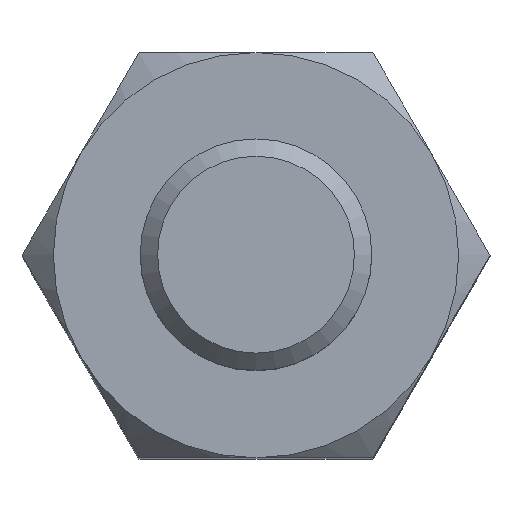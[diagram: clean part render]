
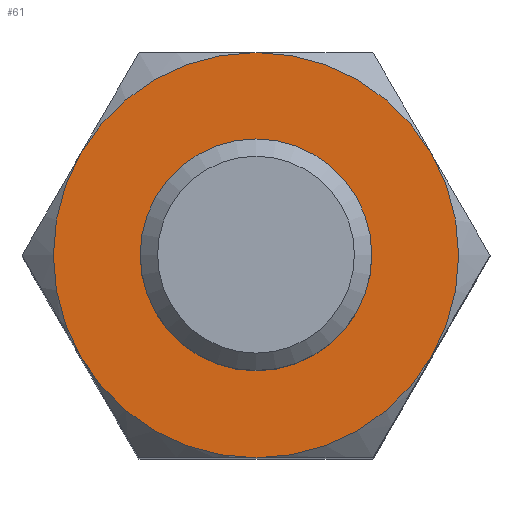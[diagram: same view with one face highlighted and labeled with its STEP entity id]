
A CAD part, top view. The second image highlights one B-rep face of the part: STEP entity #61.
In plain terms, the highlighted planar face has unit normal (0, 0, 1).
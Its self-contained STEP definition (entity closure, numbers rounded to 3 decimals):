
#61 = ADVANCED_FACE( '', ( #144, #145 ), #146, .T. );
#144 = FACE_BOUND( '', #256, .T. );
#145 = FACE_OUTER_BOUND( '', #257, .T. );
#146 = PLANE( '', #258 );
#256 = EDGE_LOOP( '', ( #375 ) );
#257 = EDGE_LOOP( '', ( #376, #377, #378, #379, #380, #381 ) );
#258 = AXIS2_PLACEMENT_3D( '', #382, #383, #384 );
#375 = ORIENTED_EDGE( '', *, *, #597, .T. );
#376 = ORIENTED_EDGE( '', *, *, #598, .F. );
#377 = ORIENTED_EDGE( '', *, *, #599, .F. );
#378 = ORIENTED_EDGE( '', *, *, #600, .F. );
#379 = ORIENTED_EDGE( '', *, *, #601, .T. );
#380 = ORIENTED_EDGE( '', *, *, #602, .F. );
#381 = ORIENTED_EDGE( '', *, *, #603, .F. );
#382 = CARTESIAN_POINT( '', ( 0., 0., 0. ) );
#383 = DIRECTION( '', ( 0., 0., 1. ) );
#384 = DIRECTION( '', ( 1., 0., 0. ) );
#597 = EDGE_CURVE( '', #693, #693, #694, .F. );
#598 = EDGE_CURVE( '', #695, #696, #697, .F. );
#599 = EDGE_CURVE( '', #698, #695, #699, .F. );
#600 = EDGE_CURVE( '', #680, #698, #700, .F. );
#601 = EDGE_CURVE( '', #680, #701, #702, .T. );
#602 = EDGE_CURVE( '', #703, #701, #704, .F. );
#603 = EDGE_CURVE( '', #696, #703, #705, .F. );
#680 = VERTEX_POINT( '', #821 );
#693 = VERTEX_POINT( '', #856 );
#694 = CIRCLE( '', #857, 1.85 );
#695 = VERTEX_POINT( '', #858 );
#696 = VERTEX_POINT( '', #859 );
#697 = CIRCLE( '', #860, 3.5 );
#698 = VERTEX_POINT( '', #861 );
#699 = CIRCLE( '', #862, 3.5 );
#700 = CIRCLE( '', #863, 3.5 );
#701 = VERTEX_POINT( '', #864 );
#702 = CIRCLE( '', #865, 3.5 );
#703 = VERTEX_POINT( '', #866 );
#704 = CIRCLE( '', #867, 3.5 );
#705 = CIRCLE( '', #868, 3.5 );
#821 = CARTESIAN_POINT( '', ( 0., 3.5, 0. ) );
#856 = CARTESIAN_POINT( '', ( 1.85, 0., 0. ) );
#857 = AXIS2_PLACEMENT_3D( '', #1074, #1075, #1076 );
#858 = CARTESIAN_POINT( '', ( 3.031, -1.75, 0. ) );
#859 = CARTESIAN_POINT( '', ( 0., -3.5, 0. ) );
#860 = AXIS2_PLACEMENT_3D( '', #1077, #1078, #1079 );
#861 = CARTESIAN_POINT( '', ( 3.031, 1.75, 0. ) );
#862 = AXIS2_PLACEMENT_3D( '', #1080, #1081, #1082 );
#863 = AXIS2_PLACEMENT_3D( '', #1083, #1084, #1085 );
#864 = CARTESIAN_POINT( '', ( -3.031, 1.75, 0. ) );
#865 = AXIS2_PLACEMENT_3D( '', #1086, #1087, #1088 );
#866 = CARTESIAN_POINT( '', ( -3.031, -1.75, 0. ) );
#867 = AXIS2_PLACEMENT_3D( '', #1089, #1090, #1091 );
#868 = AXIS2_PLACEMENT_3D( '', #1092, #1093, #1094 );
#1074 = CARTESIAN_POINT( '', ( 0., 0., 0. ) );
#1075 = DIRECTION( '', ( 0., 0., 1. ) );
#1076 = DIRECTION( '', ( 1., 0., 0. ) );
#1077 = CARTESIAN_POINT( '', ( 0., 0., 0. ) );
#1078 = DIRECTION( '', ( 0., 0., 1. ) );
#1079 = DIRECTION( '', ( 1., 0., 0. ) );
#1080 = CARTESIAN_POINT( '', ( 0., 0., 0. ) );
#1081 = DIRECTION( '', ( 0., 0., 1. ) );
#1082 = DIRECTION( '', ( 1., 0., 0. ) );
#1083 = CARTESIAN_POINT( '', ( 0., 0., 0. ) );
#1084 = DIRECTION( '', ( 0., 0., 1. ) );
#1085 = DIRECTION( '', ( 1., 0., 0. ) );
#1086 = CARTESIAN_POINT( '', ( 0., 0., 0. ) );
#1087 = DIRECTION( '', ( 0., 0., 1. ) );
#1088 = DIRECTION( '', ( 1., 0., 0. ) );
#1089 = CARTESIAN_POINT( '', ( 0., 0., 0. ) );
#1090 = DIRECTION( '', ( 0., 0., 1. ) );
#1091 = DIRECTION( '', ( 1., 0., 0. ) );
#1092 = CARTESIAN_POINT( '', ( 0., 0., 0. ) );
#1093 = DIRECTION( '', ( 0., 0., 1. ) );
#1094 = DIRECTION( '', ( 1., 0., 0. ) );
